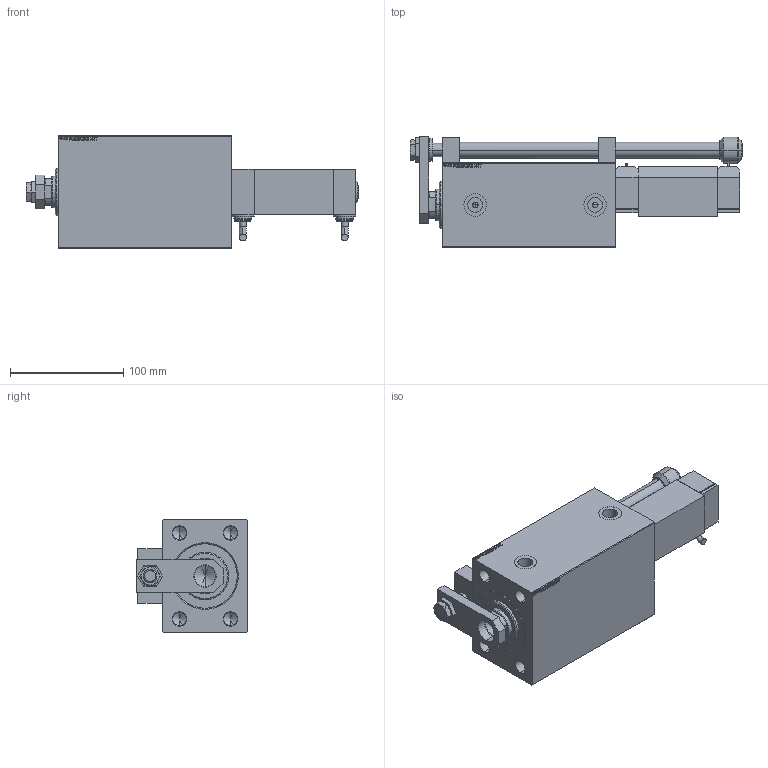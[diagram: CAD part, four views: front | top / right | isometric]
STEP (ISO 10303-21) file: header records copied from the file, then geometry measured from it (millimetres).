
FILE_DESCRIPTION (( 'STEP AP203' ), '1' );
FILE_NAME ('fd9d.STEP', '2021-03-18T17:33:56', ( '' ), ( '' ), 'SwSTEP 2.0', 'SolidWorks 2019', '' );
FILE_SCHEMA (( 'CONFIG_CONTROL_DESIGN' ));
Length unit declared in the file: millimetre
Products named in the file (13): KROUZEK_PRO_TYC 235ef943fbc7cf7321f32338385814ec; NUT_D19_P 235ef943fbc7cf7321f32338385814ec; NUT_D16 235ef943fbc7cf7321f32338385814ec; SWITCH_P_FRONT_BACK 235ef943fbc7cf7321f32338385814ec; V450CM_B_VCP 235ef943fbc7cf7321f32338385814ec; MIDDLE 235ef943fbc7cf7321f32338385814ec; V450CM_VC_B 235ef943fbc7cf7321f32338385814ec; TYC_P 235ef943fbc7cf7321f32338385814ec; fd9d; ZARAZKA_P 235ef943fbc7cf7321f32338385814ec; V450CM_B 235ef943fbc7cf7321f32338385814ec; SWITCH DIM W_B 235ef943fbc7cf7321f32338385814ec; SWITCH P 235ef943fbc7cf7321f32338385814ec
Assembly tree (14 placements, depth 2):
  fd9d
    V450CM_B 235ef943fbc7cf7321f32338385814ec
    V450CM_B_VCP 235ef943fbc7cf7321f32338385814ec
    V450CM_VC_B 235ef943fbc7cf7321f32338385814ec
    NUT_D16 235ef943fbc7cf7321f32338385814ec
    NUT_D19_P 235ef943fbc7cf7321f32338385814ec
    SWITCH DIM W_B 235ef943fbc7cf7321f32338385814ec
    ZARAZKA_P 235ef943fbc7cf7321f32338385814ec
    TYC_P 235ef943fbc7cf7321f32338385814ec
    SWITCH_P_FRONT_BACK 235ef943fbc7cf7321f32338385814ec  x2
    SWITCH P 235ef943fbc7cf7321f32338385814ec  x2
    MIDDLE 235ef943fbc7cf7321f32338385814ec
    KROUZEK_PRO_TYC 235ef943fbc7cf7321f32338385814ec
Bounding box: 293.5 x 98 x 100 mm (x, y, z)
Volume: 1285024.6 mm3; surface area: 193775.4 mm2
Topology: 14 solids, 14 shells, 1123 faces, 2806 edges, 1824 vertices
Faces by surface type: plane 518, bspline 380, cylinder 124, cone 69, torus 32
Entity records: 50714 total; most frequent: CARTESIAN_POINT 26384, ORIENTED_EDGE 5280, DIRECTION 3533, EDGE_CURVE 2640, VERTEX_POINT 1728, VECTOR 1523, LINE 1523, EDGE_LOOP 1210
